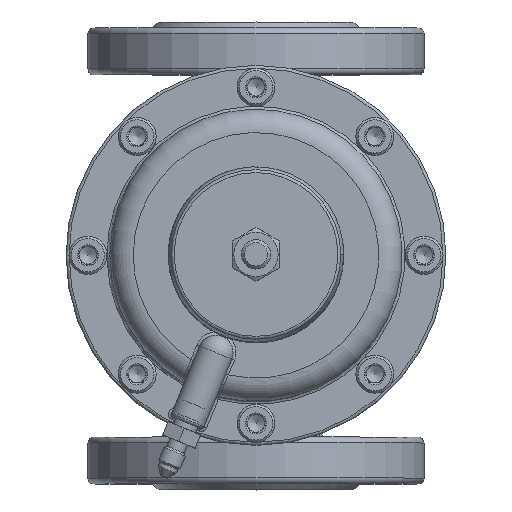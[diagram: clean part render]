
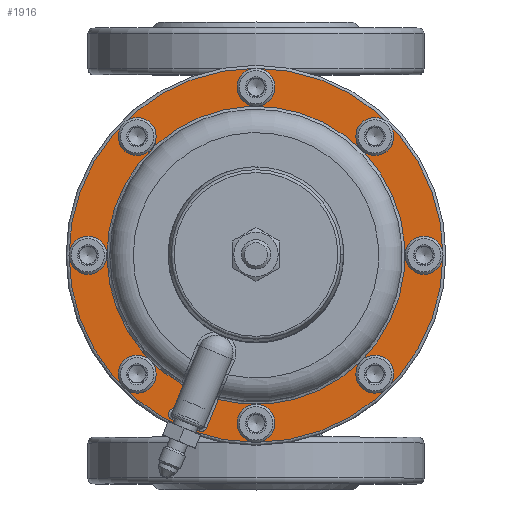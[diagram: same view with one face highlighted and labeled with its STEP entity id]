
A CAD part, top view. The second image highlights one B-rep face of the part: STEP entity #1916.
In plain terms, the highlighted face is planar.
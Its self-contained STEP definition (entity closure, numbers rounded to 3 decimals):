
#1916=ADVANCED_FACE('',(#7903,#7905,#7907,#7909,#7911,#7913,#7915,#7917,#7919,#7921),
#7923,.T.);
#7903=FACE_BOUND('',#7904,.T.);
#7904=EDGE_LOOP('',(#15426));
#7905=FACE_BOUND('',#7906,.T.);
#7906=EDGE_LOOP('',(#15427,#15428,#15429,#15430,#15431,#15432));
#7907=FACE_BOUND('',#7908,.T.);
#7908=EDGE_LOOP('',(#15433));
#7909=FACE_BOUND('',#7910,.T.);
#7910=EDGE_LOOP('',(#15434));
#7911=FACE_BOUND('',#7912,.T.);
#7912=EDGE_LOOP('',(#15435));
#7913=FACE_BOUND('',#7914,.T.);
#7914=EDGE_LOOP('',(#15436));
#7915=FACE_BOUND('',#7916,.T.);
#7916=EDGE_LOOP('',(#15437));
#7917=FACE_BOUND('',#7918,.T.);
#7918=EDGE_LOOP('',(#15438));
#7919=FACE_BOUND('',#7920,.T.);
#7920=EDGE_LOOP('',(#15439));
#7921=FACE_BOUND('',#7922,.T.);
#7922=EDGE_LOOP('',(#15440));
#7923=PLANE('',#7924);
#7924=AXIS2_PLACEMENT_3D('',#7925,#7926,#7927);
#7925=CARTESIAN_POINT('',(0.,72.,0.));
#7926=DIRECTION('',(0.,1.,0.));
#7927=DIRECTION('',(1.,0.,0.));
#15426=ORIENTED_EDGE('',*,*,#16793,.T.);
#15427=ORIENTED_EDGE('',*,*,#16794,.F.);
#15428=ORIENTED_EDGE('',*,*,#16775,.F.);
#15429=ORIENTED_EDGE('',*,*,#16795,.F.);
#15430=ORIENTED_EDGE('',*,*,#16796,.F.);
#15431=ORIENTED_EDGE('',*,*,#16797,.F.);
#15432=ORIENTED_EDGE('',*,*,#16798,.F.);
#15433=ORIENTED_EDGE('',*,*,#16799,.T.);
#15434=ORIENTED_EDGE('',*,*,#16800,.T.);
#15435=ORIENTED_EDGE('',*,*,#16801,.T.);
#15436=ORIENTED_EDGE('',*,*,#16802,.T.);
#15437=ORIENTED_EDGE('',*,*,#16803,.T.);
#15438=ORIENTED_EDGE('',*,*,#16804,.T.);
#15439=ORIENTED_EDGE('',*,*,#16805,.T.);
#15440=ORIENTED_EDGE('',*,*,#16806,.T.);
#16775=EDGE_CURVE('',#17567,#17560,#17569,.T.);
#16793=EDGE_CURVE('',#17602,#17602,#17603,.T.);
#16794=EDGE_CURVE('',#17560,#17604,#17605,.F.);
#16795=EDGE_CURVE('',#17606,#17567,#17607,.T.);
#16796=EDGE_CURVE('',#17608,#17606,#17609,.T.);
#16797=EDGE_CURVE('',#17610,#17608,#17611,.F.);
#16798=EDGE_CURVE('',#17604,#17610,#17612,.T.);
#16799=EDGE_CURVE('',#17613,#17613,#17614,.F.);
#16800=EDGE_CURVE('',#17615,#17615,#17616,.F.);
#16801=EDGE_CURVE('',#17617,#17617,#17618,.F.);
#16802=EDGE_CURVE('',#17619,#17619,#17620,.F.);
#16803=EDGE_CURVE('',#17621,#17621,#17622,.F.);
#16804=EDGE_CURVE('',#17623,#17623,#17624,.F.);
#16805=EDGE_CURVE('',#17625,#17625,#17626,.F.);
#16806=EDGE_CURVE('',#17627,#17627,#17628,.F.);
#17560=VERTEX_POINT('',#24901);
#17567=VERTEX_POINT('',#25013);
#17569=LINE('',#25021,#25022);
#17602=VERTEX_POINT('',#25204);
#17603=CIRCLE('',#25205,64.);
#17604=VERTEX_POINT('',#25209);
#17605=CIRCLE('',#25210,2.);
#17606=VERTEX_POINT('',#25214);
#17607=CIRCLE('',#25215,51.);
#17608=VERTEX_POINT('',#25219);
#17609=LINE('',#25220,#25221);
#17610=VERTEX_POINT('',#25223);
#17611=CIRCLE('',#25224,2.);
#17612=LINE('',#25228,#25229);
#17613=VERTEX_POINT('',#25231);
#17614=CIRCLE('',#25232,3.);
#17615=VERTEX_POINT('',#25236);
#17616=CIRCLE('',#25237,3.);
#17617=VERTEX_POINT('',#25241);
#17618=CIRCLE('',#25242,3.);
#17619=VERTEX_POINT('',#25246);
#17620=CIRCLE('',#25247,3.);
#17621=VERTEX_POINT('',#25251);
#17622=CIRCLE('',#25252,3.);
#17623=VERTEX_POINT('',#25256);
#17624=CIRCLE('',#25257,3.);
#17625=VERTEX_POINT('',#25261);
#17626=CIRCLE('',#25262,3.);
#17627=VERTEX_POINT('',#25266);
#17628=CIRCLE('',#25267,3.);
#24901=CARTESIAN_POINT('',(-28.224,72.,52.46));
#25013=CARTESIAN_POINT('',(-24.925,72.,44.495));
#25021=CARTESIAN_POINT('',(-24.925,72.,44.495));
#25022=VECTOR('',#25023,1.);
#25023=DIRECTION('',(-0.383,0.,0.924));
#25204=CARTESIAN_POINT('',(64.,72.,0.));
#25205=AXIS2_PLACEMENT_3D('',#25206,#25207,#25208);
#25206=CARTESIAN_POINT('',(0.,72.,0.));
#25207=DIRECTION('',(0.,1.,0.));
#25208=DIRECTION('',(1.,0.,0.));
#25209=CARTESIAN_POINT('',(-28.728,72.,56.291));
#25210=AXIS2_PLACEMENT_3D('',#25211,#25212,#25213);
#25211=CARTESIAN_POINT('',(-27.963,72.,54.443));
#25212=DIRECTION('',(0.,-1.,0.));
#25213=DIRECTION('',(-0.383,0.,0.924));
#25214=CARTESIAN_POINT('',(-12.865,72.,49.351));
#25215=AXIS2_PLACEMENT_3D('',#25216,#25217,#25218);
#25216=CARTESIAN_POINT('',(0.,72.,0.));
#25217=DIRECTION('',(0.,1.,0.));
#25218=DIRECTION('',(-0.252,0.,0.968));
#25219=CARTESIAN_POINT('',(-16.877,72.,59.035));
#25220=CARTESIAN_POINT('',(-16.877,72.,59.035));
#25221=VECTOR('',#25222,1.);
#25222=DIRECTION('',(0.383,0.,-0.924));
#25223=CARTESIAN_POINT('',(-19.49,72.,60.118));
#25224=AXIS2_PLACEMENT_3D('',#25225,#25226,#25227);
#25225=CARTESIAN_POINT('',(-18.724,72.,58.27));
#25226=DIRECTION('',(0.,-1.,0.));
#25227=DIRECTION('',(0.924,0.,0.383));
#25228=CARTESIAN_POINT('',(-28.728,72.,56.291));
#25229=VECTOR('',#25230,1.);
#25230=DIRECTION('',(0.924,0.,0.383));
#25231=CARTESIAN_POINT('',(42.78,72.,-42.78));
#25232=AXIS2_PLACEMENT_3D('',#25233,#25234,#25235);
#25233=CARTESIAN_POINT('',(40.659,72.,-40.659));
#25234=DIRECTION('',(0.,1.,0.));
#25235=DIRECTION('',(0.707,0.,-0.707));
#25236=CARTESIAN_POINT('',(0.,72.,-60.5));
#25237=AXIS2_PLACEMENT_3D('',#25238,#25239,#25240);
#25238=CARTESIAN_POINT('',(0.,72.,-57.5));
#25239=DIRECTION('',(0.,1.,0.));
#25240=DIRECTION('',(0.,0.,-1.));
#25241=CARTESIAN_POINT('',(-42.78,72.,-42.78));
#25242=AXIS2_PLACEMENT_3D('',#25243,#25244,#25245);
#25243=CARTESIAN_POINT('',(-40.659,72.,-40.659));
#25244=DIRECTION('',(0.,1.,0.));
#25245=DIRECTION('',(-0.707,0.,-0.707));
#25246=CARTESIAN_POINT('',(-60.5,72.,0.));
#25247=AXIS2_PLACEMENT_3D('',#25248,#25249,#25250);
#25248=CARTESIAN_POINT('',(-57.5,72.,0.));
#25249=DIRECTION('',(0.,1.,0.));
#25250=DIRECTION('',(-1.,0.,0.));
#25251=CARTESIAN_POINT('',(-42.78,72.,42.78));
#25252=AXIS2_PLACEMENT_3D('',#25253,#25254,#25255);
#25253=CARTESIAN_POINT('',(-40.659,72.,40.659));
#25254=DIRECTION('',(0.,1.,0.));
#25255=DIRECTION('',(-0.707,0.,0.707));
#25256=CARTESIAN_POINT('',(0.,72.,60.5));
#25257=AXIS2_PLACEMENT_3D('',#25258,#25259,#25260);
#25258=CARTESIAN_POINT('',(0.,72.,57.5));
#25259=DIRECTION('',(0.,1.,0.));
#25260=DIRECTION('',(0.,0.,1.));
#25261=CARTESIAN_POINT('',(42.78,72.,42.78));
#25262=AXIS2_PLACEMENT_3D('',#25263,#25264,#25265);
#25263=CARTESIAN_POINT('',(40.659,72.,40.659));
#25264=DIRECTION('',(0.,1.,0.));
#25265=DIRECTION('',(0.707,0.,0.707));
#25266=CARTESIAN_POINT('',(60.5,72.,0.));
#25267=AXIS2_PLACEMENT_3D('',#25268,#25269,#25270);
#25268=CARTESIAN_POINT('',(57.5,72.,0.));
#25269=DIRECTION('',(0.,1.,0.));
#25270=DIRECTION('',(1.,0.,0.));
